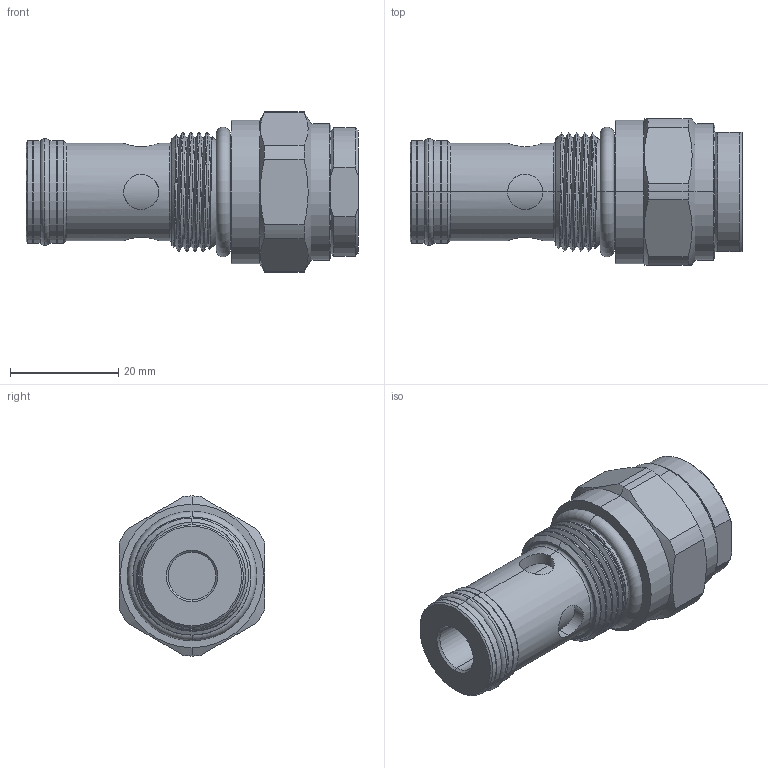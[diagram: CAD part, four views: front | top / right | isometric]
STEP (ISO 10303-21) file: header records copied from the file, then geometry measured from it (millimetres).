
FILE_DESCRIPTION (( 'STEP AP203' ), '1' );
FILE_NAME ('CV22ML22-N.STEP', '2020-05-28T05:28:53', ( '' ), ( '' ), 'SwSTEP 2.0', 'SolidWorks 2018', '' );
FILE_SCHEMA (( 'CONFIG_CONTROL_DESIGN' ));
Length unit declared in the file: millimetre
Products named in the file (1): CV22ML22-N
Bounding box: 61.4 x 27 x 29.6 mm (x, y, z)
Volume: 22630.3 mm3; surface area: 7726.6 mm2
Topology: 4 solids, 4 shells, 110 faces, 252 edges, 156 vertices
Faces by surface type: cylinder 57, plane 20, cone 18, torus 12, bspline 3
Entity records: 4827 total; most frequent: CARTESIAN_POINT 2333, DIRECTION 508, ORIENTED_EDGE 504, EDGE_CURVE 252, AXIS2_PLACEMENT_3D 214, VERTEX_POINT 156, EDGE_LOOP 122, ADVANCED_FACE 110
